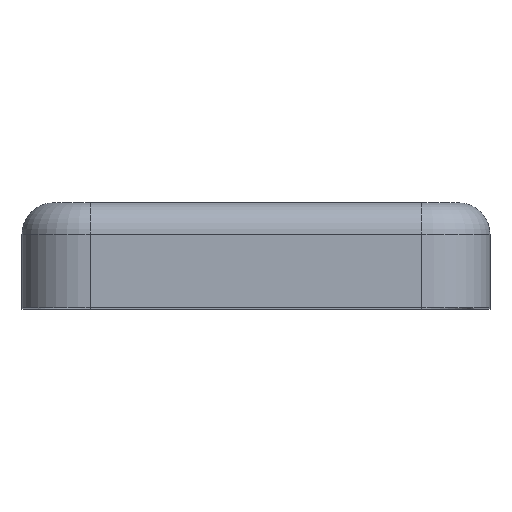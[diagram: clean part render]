
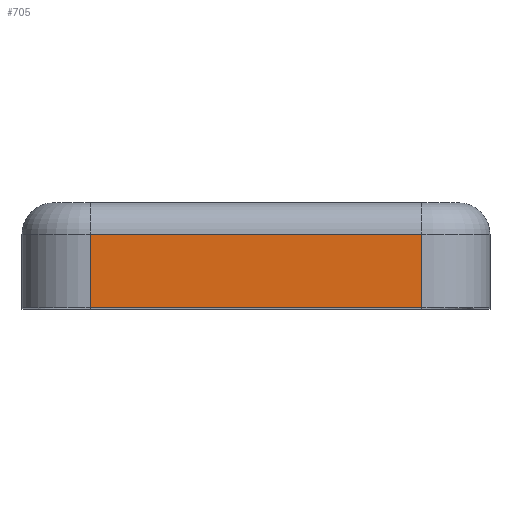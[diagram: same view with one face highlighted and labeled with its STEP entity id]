
A CAD part, top view. The second image highlights one B-rep face of the part: STEP entity #705.
In plain terms, the highlighted planar face has unit normal (0, 0, 1).
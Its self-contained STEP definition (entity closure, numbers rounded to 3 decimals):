
#3 = EDGE_CURVE ( 'NONE', #1785, #1123, #291, .T. ) ;
#36 = CARTESIAN_POINT ( 'NONE',  ( -3.15, 0., 7.4 ) ) ;
#208 = ORIENTED_EDGE ( 'NONE', *, *, #1972, .T. ) ;
#224 = VECTOR ( 'NONE', #1903, 1000. ) ;
#291 = LINE ( 'NONE', #1871, #453 ) ;
#312 = CARTESIAN_POINT ( 'NONE',  ( 3.15, -0.6, 7.4 ) ) ;
#314 = LINE ( 'NONE', #1216, #1635 ) ;
#362 = ORIENTED_EDGE ( 'NONE', *, *, #2107, .F. ) ;
#365 = DIRECTION ( 'NONE',  ( 0., 0., 1. ) ) ;
#453 = VECTOR ( 'NONE', #1182, 1000. ) ;
#567 = VERTEX_POINT ( 'NONE', #580 ) ;
#580 = CARTESIAN_POINT ( 'NONE',  ( -3.15, -2., 7.4 ) ) ;
#594 = EDGE_CURVE ( 'NONE', #1785, #567, #797, .T. ) ;
#705 = ADVANCED_FACE ( 'NONE', ( #1900 ), #1858, .T. ) ;
#760 = CARTESIAN_POINT ( 'NONE',  ( -3.15, 0., 7.4 ) ) ;
#797 = LINE ( 'NONE', #760, #224 ) ;
#915 = ORIENTED_EDGE ( 'NONE', *, *, #594, .T. ) ;
#1060 = VECTOR ( 'NONE', #2038, 1000. ) ;
#1123 = VERTEX_POINT ( 'NONE', #312 ) ;
#1182 = DIRECTION ( 'NONE',  ( 1., 0., 0. ) ) ;
#1209 = DIRECTION ( 'NONE',  ( 1., 0., 0. ) ) ;
#1216 = CARTESIAN_POINT ( 'NONE',  ( 3.15, 0., 7.4 ) ) ;
#1270 = LINE ( 'NONE', #1870, #1060 ) ;
#1312 = AXIS2_PLACEMENT_3D ( 'NONE', #36, #365, #1209 ) ;
#1500 = VERTEX_POINT ( 'NONE', #1504 ) ;
#1504 = CARTESIAN_POINT ( 'NONE',  ( 3.15, -2., 7.4 ) ) ;
#1635 = VECTOR ( 'NONE', #1890, 1000. ) ;
#1785 = VERTEX_POINT ( 'NONE', #2101 ) ;
#1858 = PLANE ( 'NONE',  #1312 ) ;
#1870 = CARTESIAN_POINT ( 'NONE',  ( -3.15, -2., 7.4 ) ) ;
#1871 = CARTESIAN_POINT ( 'NONE',  ( -3.15, -0.6, 7.4 ) ) ;
#1890 = DIRECTION ( 'NONE',  ( 0., -1., 0. ) ) ;
#1900 = FACE_OUTER_BOUND ( 'NONE', #1991, .T. ) ;
#1903 = DIRECTION ( 'NONE',  ( 0., -1., 0. ) ) ;
#1914 = ORIENTED_EDGE ( 'NONE', *, *, #3, .F. ) ;
#1972 = EDGE_CURVE ( 'NONE', #567, #1500, #1270, .T. ) ;
#1991 = EDGE_LOOP ( 'NONE', ( #208, #362, #1914, #915 ) ) ;
#2038 = DIRECTION ( 'NONE',  ( 1., 0., 0. ) ) ;
#2101 = CARTESIAN_POINT ( 'NONE',  ( -3.15, -0.6, 7.4 ) ) ;
#2107 = EDGE_CURVE ( 'NONE', #1123, #1500, #314, .T. ) ;
